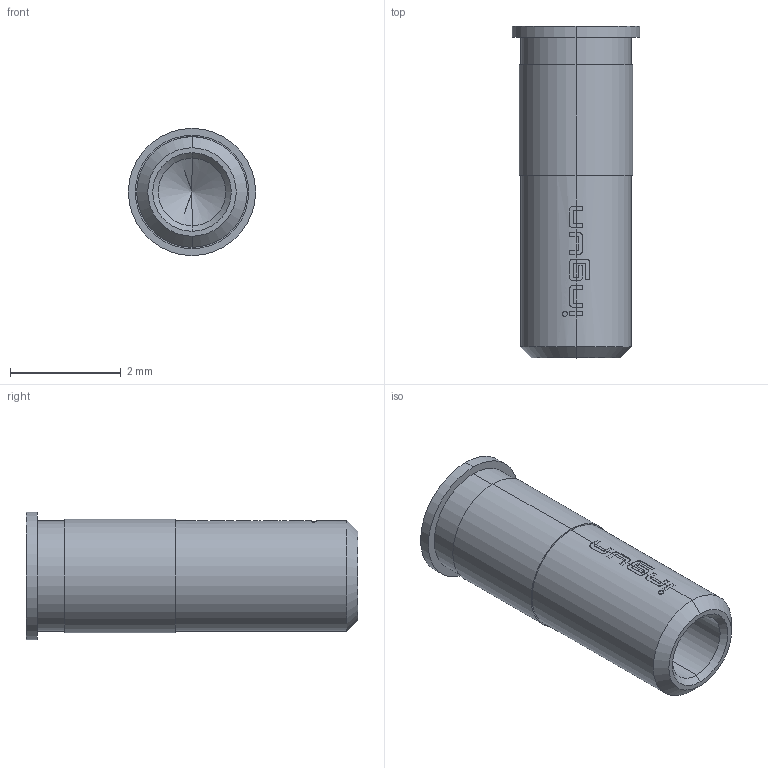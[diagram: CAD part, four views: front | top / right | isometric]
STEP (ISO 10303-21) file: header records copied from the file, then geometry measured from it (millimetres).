
FILE_DESCRIPTION (( 'STEP AP203' ), '1' );
FILE_NAME ('INGUN_KS-761_60_35_M-R.STEP', '2022-02-09T05:34:01', ( 'ochi' ), ( '' ), 'SwSTEP 2.0', 'SolidWorks 2018', '' );
FILE_SCHEMA (( 'CONFIG_CONTROL_DESIGN' ));
Length unit declared in the file: millimetre
Products named in the file (1): INGUN_KS-761_60_35_M-R
Bounding box: 2.3 x 6 x 2.3 mm (x, y, z)
Volume: 16.7 mm3; surface area: 53.8 mm2
Topology: 1 solids, 1 shells, 102 faces, 282 edges, 185 vertices
Faces by surface type: plane 45, cylinder 29, bspline 22, cone 6
Entity records: 3503 total; most frequent: CARTESIAN_POINT 968, ORIENTED_EDGE 560, DIRECTION 456, EDGE_CURVE 280, VERTEX_POINT 185, AXIS2_PLACEMENT_3D 181, EDGE_LOOP 107, ADVANCED_FACE 102
